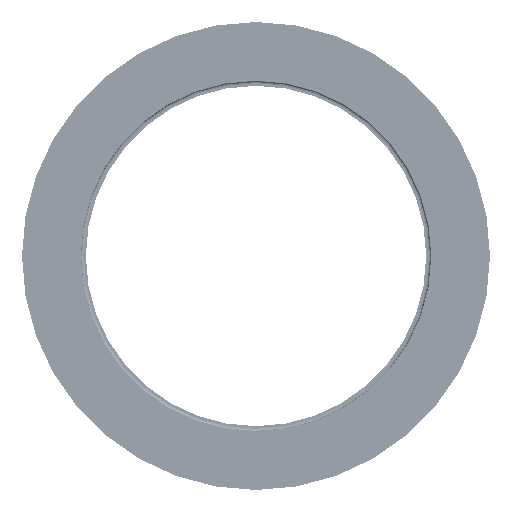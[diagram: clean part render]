
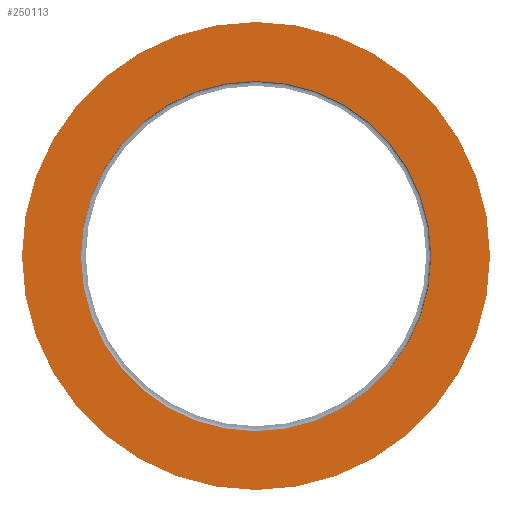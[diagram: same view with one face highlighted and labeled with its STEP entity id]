
A CAD part, left-side view. The second image highlights one B-rep face of the part: STEP entity #250113.
In plain terms, the highlighted planar face has unit normal (-1, 0, 0).
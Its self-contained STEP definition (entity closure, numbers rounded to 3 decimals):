
#7799 = CIRCLE ( 'NONE', #21450, 27.5 ) ;
#12990 = VERTEX_POINT ( 'NONE', #324728 ) ;
#15773 = DIRECTION ( 'NONE',  ( -1., 0., 0. ) ) ;
#21450 = AXIS2_PLACEMENT_3D ( 'NONE', #173621, #15773, #200142 ) ;
#22076 = CARTESIAN_POINT ( 'NONE',  ( 0., 0., 0. ) ) ;
#23020 = ORIENTED_EDGE ( 'NONE', *, *, #107003, .F. ) ;
#34726 = ORIENTED_EDGE ( 'NONE', *, *, #69360, .F. ) ;
#35098 = DIRECTION ( 'NONE',  ( -1., 0., 0. ) ) ;
#37561 = ORIENTED_EDGE ( 'NONE', *, *, #217826, .T. ) ;
#45865 = VERTEX_POINT ( 'NONE', #49763 ) ;
#48591 = DIRECTION ( 'NONE',  ( 0., 0., 1. ) ) ;
#49763 = CARTESIAN_POINT ( 'NONE',  ( 0., 0., -27.5 ) ) ;
#51198 = PLANE ( 'NONE',  #148446 ) ;
#53519 = CARTESIAN_POINT ( 'NONE',  ( 0., 20.6, 0. ) ) ;
#58802 = ORIENTED_EDGE ( 'NONE', *, *, #292669, .T. ) ;
#68179 = FACE_OUTER_BOUND ( 'NONE', #140427, .T. ) ;
#69360 = EDGE_CURVE ( 'NONE', #12990, #242266, #78080, .T. ) ;
#78080 = CIRCLE ( 'NONE', #313524, 20.6 ) ;
#79963 = DIRECTION ( 'NONE',  ( 0., 0., -1. ) ) ;
#107003 = EDGE_CURVE ( 'NONE', #242266, #12990, #320591, .T. ) ;
#113845 = CIRCLE ( 'NONE', #218019, 27.5 ) ;
#120824 = CARTESIAN_POINT ( 'NONE',  ( 0., 0., 20.6 ) ) ;
#138346 = FACE_BOUND ( 'NONE', #332832, .T. ) ;
#140427 = EDGE_LOOP ( 'NONE', ( #37561, #58802 ) ) ;
#148446 = AXIS2_PLACEMENT_3D ( 'NONE', #53519, #237777, #79963 ) ;
#165417 = DIRECTION ( 'NONE',  ( -1., 0., 0. ) ) ;
#173621 = CARTESIAN_POINT ( 'NONE',  ( 0., 0., 0. ) ) ;
#192796 = CARTESIAN_POINT ( 'NONE',  ( 0., 0., 0. ) ) ;
#200142 = DIRECTION ( 'NONE',  ( 0., 0., 1. ) ) ;
#206300 = DIRECTION ( 'NONE',  ( -1., 0., 0. ) ) ;
#217131 = CARTESIAN_POINT ( 'NONE',  ( 0., 0., 27.5 ) ) ;
#217826 = EDGE_CURVE ( 'NONE', #283436, #45865, #113845, .T. ) ;
#218019 = AXIS2_PLACEMENT_3D ( 'NONE', #192796, #35098, #219389 ) ;
#219389 = DIRECTION ( 'NONE',  ( 0., 0., 1. ) ) ;
#237777 = DIRECTION ( 'NONE',  ( 1., 0., 0. ) ) ;
#242266 = VERTEX_POINT ( 'NONE', #120824 ) ;
#250113 = ADVANCED_FACE ( 'NONE', ( #138346, #68179 ), #51198, .F. ) ;
#283436 = VERTEX_POINT ( 'NONE', #217131 ) ;
#292410 = AXIS2_PLACEMENT_3D ( 'NONE', #22076, #206300, #48591 ) ;
#292669 = EDGE_CURVE ( 'NONE', #45865, #283436, #7799, .T. ) ;
#303470 = DIRECTION ( 'NONE',  ( 0., 0., 1. ) ) ;
#304249 = CARTESIAN_POINT ( 'NONE',  ( 0., 0., 0. ) ) ;
#313524 = AXIS2_PLACEMENT_3D ( 'NONE', #304249, #165417, #303470 ) ;
#320591 = CIRCLE ( 'NONE', #292410, 20.6 ) ;
#324728 = CARTESIAN_POINT ( 'NONE',  ( 0., 0., -20.6 ) ) ;
#332832 = EDGE_LOOP ( 'NONE', ( #23020, #34726 ) ) ;
